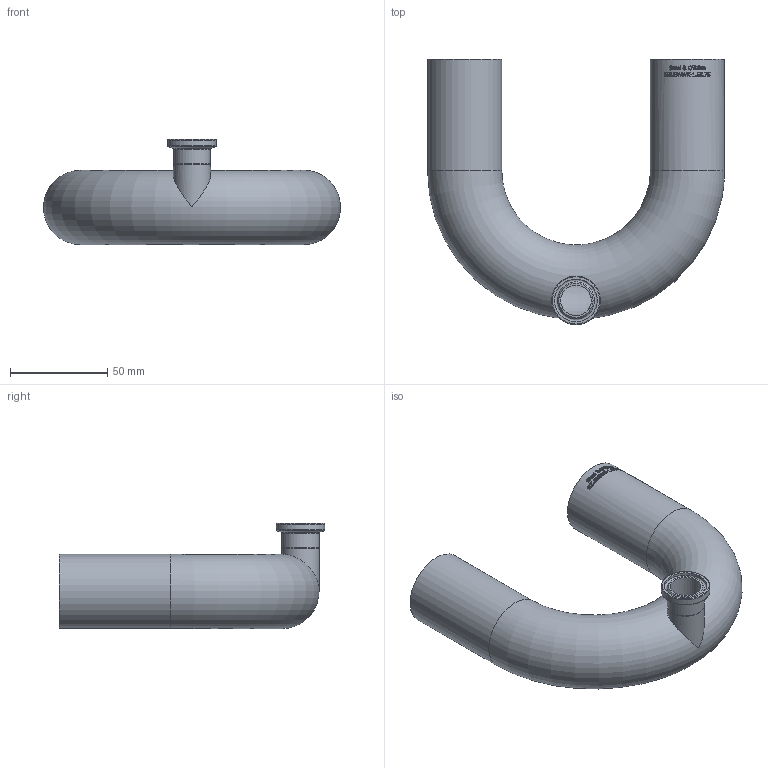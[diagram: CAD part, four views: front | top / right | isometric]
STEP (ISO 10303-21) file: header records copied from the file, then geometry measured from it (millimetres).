
FILE_DESCRIPTION(/* description */ (''),/* implementation_level */ '2;1');
FILE_NAME(/* name */ 'S2USWWK-15X.75.stp',/* time_stamp */ '2018-11-26T14:31:11-05:00',/* author */ ('rick'),/* organization */ (''),/* preprocessor_version */ 'ST-DEVELOPER v15.2',/* originating_system */ 'Autodesk Inventor 2014',/* authorisation */ '');
FILE_SCHEMA (('AUTOMOTIVE_DESIGN { 1 0 10303 214 3 1 1 }'));
Length unit declared in the file: inch
Products named in the file (1): S2USWWK-15X.75
Bounding box: 152.4 x 136.32 x 53.98 mm (x, y, z)
Volume: 57579 mm3; surface area: 70075 mm2
Topology: 1 solids, 1 shells, 453 faces, 1222 edges, 812 vertices
Faces by surface type: plane 199, bspline 197, cylinder 47, torus 8, cone 2
Full cylindrical faces by diameter (mm): 15.748 x2, 19.05 x2, 21.895 x1, 24.994 x1, 34.798 x2, 38.1 x2
Entity records: 17888 total; most frequent: CARTESIAN_POINT 7623, ORIENTED_EDGE 2394, DIRECTION 1586, EDGE_CURVE 1197, VERTEX_POINT 807, LINE 530, VECTOR 530, AXIS2_PLACEMENT_3D 528
